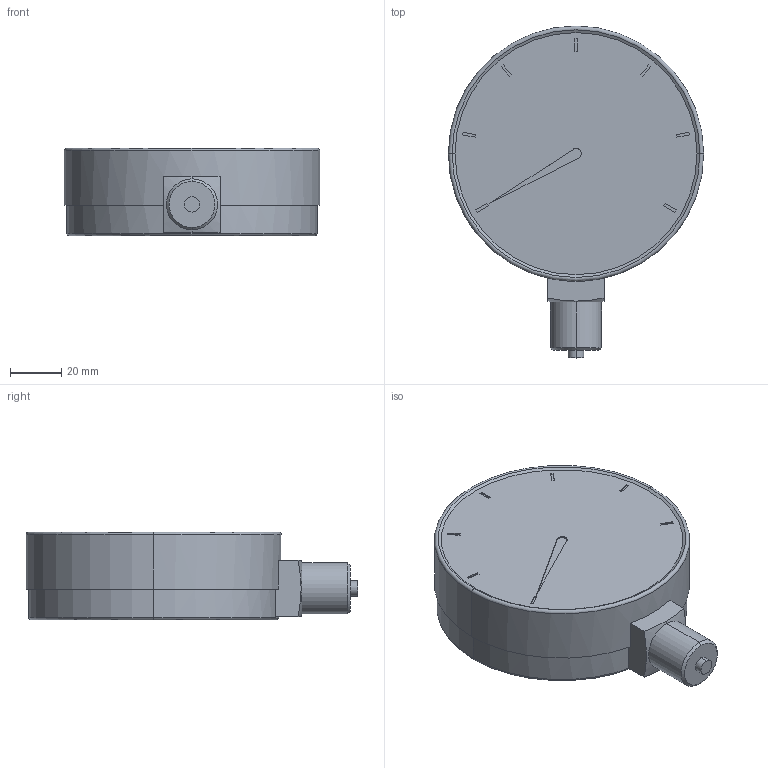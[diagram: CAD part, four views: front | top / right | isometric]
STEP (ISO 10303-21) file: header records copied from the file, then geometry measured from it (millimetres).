
FILE_DESCRIPTION (( 'STEP AP214' ), '1' );
FILE_NAME ('Manometr standardní 312.STEP', '2013-02-19T08:27:23', ( 'Uzivatel' ), ( '' ), 'SwSTEP 2.0', 'SolidWorks 2012', '' );
FILE_SCHEMA (( 'AUTOMOTIVE_DESIGN' ));
Length unit declared in the file: millimetre
Products named in the file (1): Manometr standardní 312
Bounding box: 100 x 130 x 34.27 mm (x, y, z)
Volume: 269893.6 mm3; surface area: 28222.9 mm2
Topology: 1 solids, 1 shells, 67 faces, 158 edges, 102 vertices
Faces by surface type: plane 47, cylinder 10, cone 6, torus 4
Entity records: 2188 total; most frequent: CARTESIAN_POINT 366, DIRECTION 324, ORIENTED_EDGE 316, EDGE_CURVE 158, LINE 116, VECTOR 116, AXIS2_PLACEMENT_3D 104, VERTEX_POINT 102
